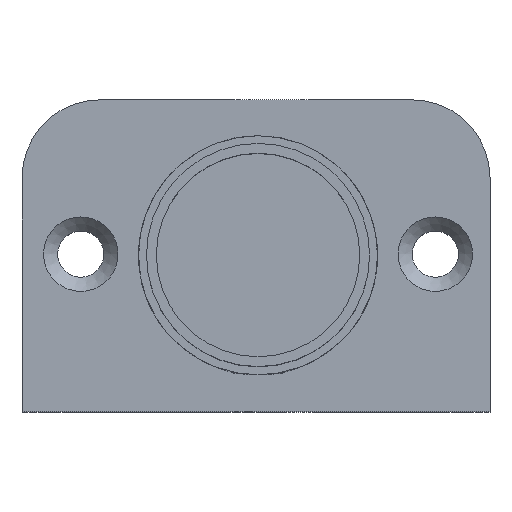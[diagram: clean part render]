
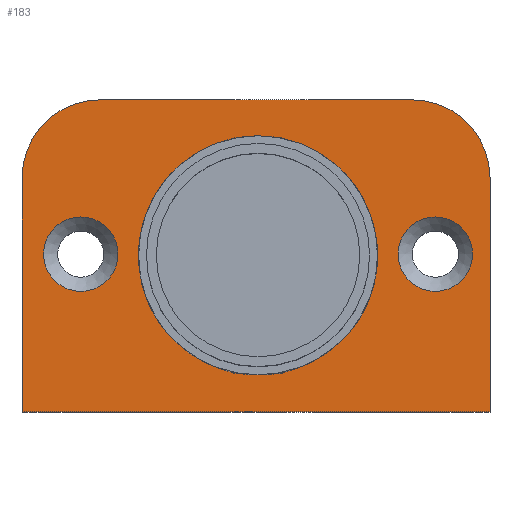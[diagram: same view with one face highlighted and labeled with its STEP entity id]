
A CAD part, top view. The second image highlights one B-rep face of the part: STEP entity #183.
In plain terms, the highlighted planar face has unit normal (0, 0, 1).
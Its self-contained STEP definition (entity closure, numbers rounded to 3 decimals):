
#90=PLANE('',#1140);
#183=ADVANCED_FACE('',(#247,#248,#249,#250),#90,.F.);
#247=FACE_BOUND('',#334,.T.);
#248=FACE_BOUND('',#335,.T.);
#249=FACE_BOUND('',#336,.T.);
#250=FACE_BOUND('',#337,.T.);
#334=EDGE_LOOP('',(#725));
#335=EDGE_LOOP('',(#726));
#336=EDGE_LOOP('',(#727,#728,#729,#730));
#337=EDGE_LOOP('',(#731,#732,#733,#734,#735,#736));
#407=LINE('',#1721,#485);
#408=LINE('',#1723,#486);
#412=LINE('',#1732,#490);
#416=LINE('',#1744,#494);
#424=LINE('',#1764,#502);
#426=LINE('',#1782,#504);
#485=VECTOR('',#1361,1.);
#486=VECTOR('',#1364,1.);
#490=VECTOR('',#1370,1.);
#494=VECTOR('',#1382,1.);
#502=VECTOR('',#1398,1.);
#504=VECTOR('',#1420,1.);
#725=ORIENTED_EDGE('',*,*,#981,.T.);
#726=ORIENTED_EDGE('',*,*,#982,.T.);
#727=ORIENTED_EDGE('',*,*,#942,.F.);
#728=ORIENTED_EDGE('',*,*,#955,.T.);
#729=ORIENTED_EDGE('',*,*,#932,.F.);
#730=ORIENTED_EDGE('',*,*,#954,.T.);
#731=ORIENTED_EDGE('',*,*,#959,.F.);
#732=ORIENTED_EDGE('',*,*,#983,.F.);
#733=ORIENTED_EDGE('',*,*,#975,.F.);
#734=ORIENTED_EDGE('',*,*,#968,.F.);
#735=ORIENTED_EDGE('',*,*,#965,.F.);
#736=ORIENTED_EDGE('',*,*,#962,.F.);
#820=VERTEX_POINT('',#1677);
#821=VERTEX_POINT('',#1678);
#830=VERTEX_POINT('',#1697);
#831=VERTEX_POINT('',#1699);
#839=VERTEX_POINT('',#1731);
#840=VERTEX_POINT('',#1733);
#842=VERTEX_POINT('',#1739);
#844=VERTEX_POINT('',#1745);
#846=VERTEX_POINT('',#1751);
#849=VERTEX_POINT('',#1758);
#856=VERTEX_POINT('',#1779);
#857=VERTEX_POINT('',#1781);
#932=EDGE_CURVE('',#820,#821,#1018,.T.);
#942=EDGE_CURVE('',#830,#831,#1023,.T.);
#954=EDGE_CURVE('',#820,#831,#407,.T.);
#955=EDGE_CURVE('',#830,#821,#408,.T.);
#959=EDGE_CURVE('',#839,#840,#412,.T.);
#962=EDGE_CURVE('',#840,#842,#1028,.T.);
#965=EDGE_CURVE('',#842,#844,#416,.T.);
#968=EDGE_CURVE('',#844,#846,#1030,.T.);
#975=EDGE_CURVE('',#846,#849,#424,.T.);
#981=EDGE_CURVE('',#856,#856,#1036,.T.);
#982=EDGE_CURVE('',#857,#857,#1037,.T.);
#983=EDGE_CURVE('',#849,#839,#426,.T.);
#1018=CIRCLE('',#1103,16.85);
#1023=CIRCLE('',#1109,16.85);
#1028=CIRCLE('',#1123,11.);
#1030=CIRCLE('',#1127,11.);
#1036=CIRCLE('',#1138,5.25);
#1037=CIRCLE('',#1139,5.25);
#1103=AXIS2_PLACEMENT_3D('',#1676,#1315,#1316);
#1109=AXIS2_PLACEMENT_3D('',#1698,#1332,#1333);
#1123=AXIS2_PLACEMENT_3D('',#1738,#1375,#1376);
#1127=AXIS2_PLACEMENT_3D('',#1750,#1387,#1388);
#1138=AXIS2_PLACEMENT_3D('',#1778,#1416,#1417);
#1139=AXIS2_PLACEMENT_3D('',#1780,#1418,#1419);
#1140=AXIS2_PLACEMENT_3D('',#1783,#1421,#1422);
#1315=DIRECTION('',(0.,0.,1.));
#1316=DIRECTION('',(1.,0.,0.));
#1332=DIRECTION('',(0.,0.,1.));
#1333=DIRECTION('',(1.,0.,0.));
#1361=DIRECTION('',(1.,0.,0.));
#1364=DIRECTION('',(-1.,0.,0.));
#1370=DIRECTION('',(0.,1.,0.));
#1375=DIRECTION('',(0.,0.,-1.));
#1376=DIRECTION('',(-1.,0.,0.));
#1382=DIRECTION('',(1.,0.,0.));
#1387=DIRECTION('',(0.,0.,-1.));
#1388=DIRECTION('',(-1.,0.,0.));
#1398=DIRECTION('',(0.,-1.,0.));
#1416=DIRECTION('',(0.,0.,-1.));
#1417=DIRECTION('',(-1.,0.,0.));
#1418=DIRECTION('',(0.,0.,-1.));
#1419=DIRECTION('',(-1.,0.,0.));
#1420=DIRECTION('',(-1.,0.,0.));
#1421=DIRECTION('',(0.,0.,-1.));
#1422=DIRECTION('',(-1.,0.,0.));
#1676=CARTESIAN_POINT('',(0.,0.,-66.));
#1677=CARTESIAN_POINT('',(-14.245,9.,-66.));
#1678=CARTESIAN_POINT('',(-14.245,-9.,-66.));
#1697=CARTESIAN_POINT('',(14.245,-9.,-66.));
#1698=CARTESIAN_POINT('',(0.,0.,-66.));
#1699=CARTESIAN_POINT('',(14.245,9.,-66.));
#1721=CARTESIAN_POINT('',(0.,9.,-66.));
#1723=CARTESIAN_POINT('',(0.,-9.,-66.));
#1731=CARTESIAN_POINT('',(-33.287,-22.,-66.));
#1732=CARTESIAN_POINT('',(-33.287,-18.,-66.));
#1733=CARTESIAN_POINT('',(-33.287,11.,-66.));
#1738=CARTESIAN_POINT('',(-22.287,11.,-66.));
#1739=CARTESIAN_POINT('',(-22.287,22.,-66.));
#1744=CARTESIAN_POINT('',(-22.287,22.,-66.));
#1745=CARTESIAN_POINT('',(21.713,22.,-66.));
#1750=CARTESIAN_POINT('',(21.713,11.,-66.));
#1751=CARTESIAN_POINT('',(32.713,11.,-66.));
#1758=CARTESIAN_POINT('',(32.713,-22.,-66.));
#1764=CARTESIAN_POINT('',(32.713,11.,-66.));
#1778=CARTESIAN_POINT('',(-25.,0.235,-66.));
#1779=CARTESIAN_POINT('',(-30.25,0.235,-66.));
#1780=CARTESIAN_POINT('',(25.,0.235,-66.));
#1781=CARTESIAN_POINT('',(19.75,0.235,-66.));
#1782=CARTESIAN_POINT('',(32.713,-22.,-66.));
#1783=CARTESIAN_POINT('',(-22.287,11.,-66.));
